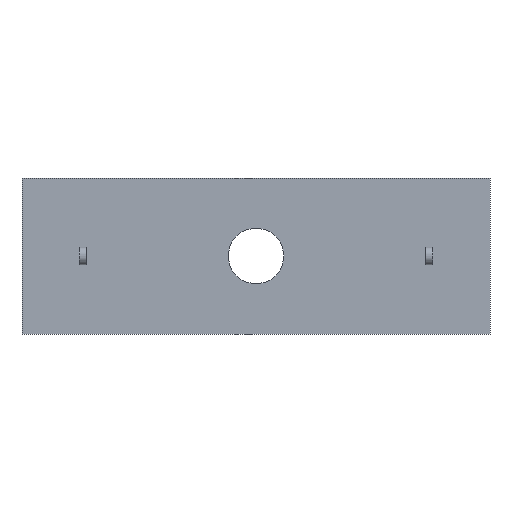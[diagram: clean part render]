
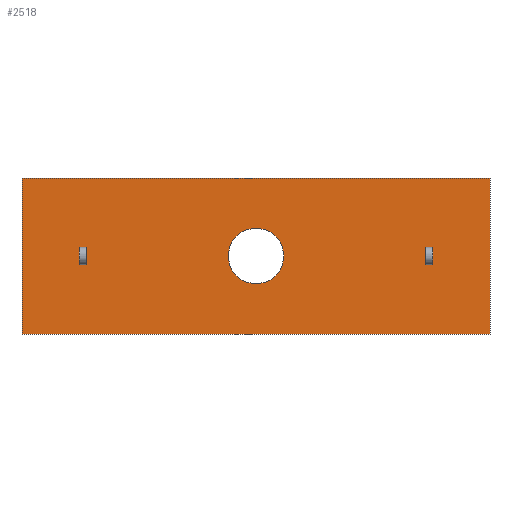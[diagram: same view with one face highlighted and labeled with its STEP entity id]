
A CAD part, front view. The second image highlights one B-rep face of the part: STEP entity #2518.
In plain terms, the highlighted planar face has unit normal (0, -1, 0).
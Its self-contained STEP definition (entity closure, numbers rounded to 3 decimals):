
#31=FACE_BOUND('',#256,.T.);
#35=PLANE('',#2676);
#120=FACE_OUTER_BOUND('',#255,.T.);
#255=EDGE_LOOP('',(#1710,#1711,#1712,#1713));
#256=EDGE_LOOP('',(#1714));
#392=LINE('',#3685,#673);
#396=LINE('',#3692,#677);
#397=LINE('',#3695,#678);
#398=LINE('',#3696,#679);
#673=VECTOR('',#2924,10.);
#677=VECTOR('',#2930,10.);
#678=VECTOR('',#2933,10.);
#679=VECTOR('',#2934,10.);
#952=CIRCLE('',#2673,1.6);
#1054=VERTEX_POINT('',#3675);
#1057=VERTEX_POINT('',#3682);
#1058=VERTEX_POINT('',#3684);
#1060=VERTEX_POINT('',#3690);
#1061=VERTEX_POINT('',#3694);
#1317=EDGE_CURVE('',#1054,#1054,#952,.T.);
#1320=EDGE_CURVE('',#1057,#1058,#392,.T.);
#1324=EDGE_CURVE('',#1057,#1060,#396,.T.);
#1325=EDGE_CURVE('',#1061,#1060,#397,.T.);
#1326=EDGE_CURVE('',#1058,#1061,#398,.T.);
#1710=ORIENTED_EDGE('',*,*,#1324,.T.);
#1711=ORIENTED_EDGE('',*,*,#1325,.F.);
#1712=ORIENTED_EDGE('',*,*,#1326,.F.);
#1713=ORIENTED_EDGE('',*,*,#1320,.F.);
#1714=ORIENTED_EDGE('',*,*,#1317,.T.);
#2518=ADVANCED_FACE('',(#120,#31),#35,.T.);
#2673=AXIS2_PLACEMENT_3D('',#3677,#2918,#2919);
#2676=AXIS2_PLACEMENT_3D('',#3693,#2931,#2932);
#2918=DIRECTION('center_axis',(0.,1.,0.));
#2919=DIRECTION('ref_axis',(-1.,0.,0.));
#2924=DIRECTION('',(-1.,0.,0.));
#2930=DIRECTION('',(0.,0.,1.));
#2931=DIRECTION('center_axis',(0.,-1.,0.));
#2932=DIRECTION('ref_axis',(1.,0.,0.));
#2933=DIRECTION('',(1.,0.,0.));
#2934=DIRECTION('',(0.,0.,1.));
#3675=CARTESIAN_POINT('',(1.6,0.,0.));
#3677=CARTESIAN_POINT('Origin',(0.,0.,0.));
#3682=CARTESIAN_POINT('',(13.5,0.,-4.5));
#3684=CARTESIAN_POINT('',(-13.5,0.,-4.5));
#3685=CARTESIAN_POINT('',(13.5,0.,-4.5));
#3690=CARTESIAN_POINT('',(13.5,0.,4.5));
#3692=CARTESIAN_POINT('',(13.5,0.,0.));
#3693=CARTESIAN_POINT('Origin',(-13.5,0.,0.));
#3694=CARTESIAN_POINT('',(-13.5,0.,4.5));
#3695=CARTESIAN_POINT('',(13.5,0.,4.5));
#3696=CARTESIAN_POINT('',(-13.5,0.,0.));
